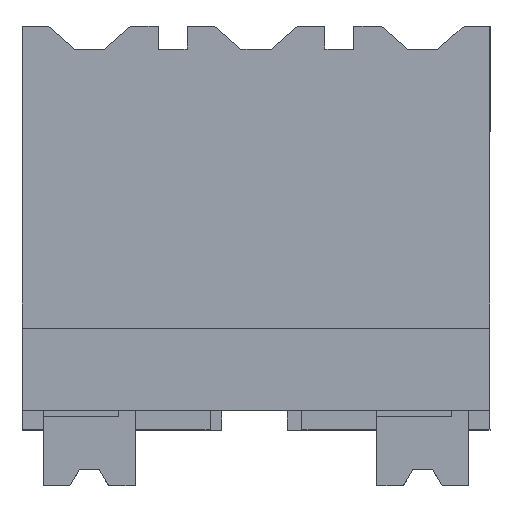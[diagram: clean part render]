
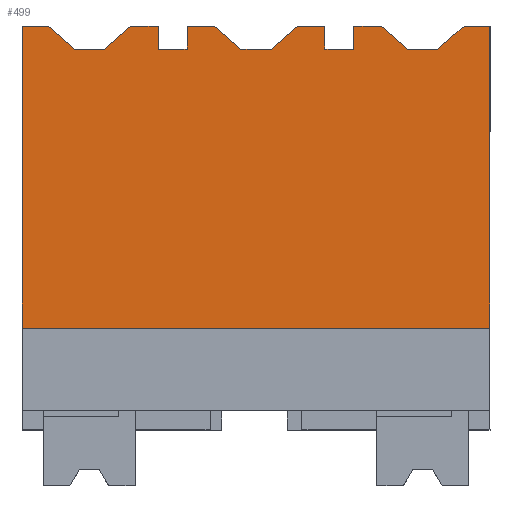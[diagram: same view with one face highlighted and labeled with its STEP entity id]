
A CAD part, top view. The second image highlights one B-rep face of the part: STEP entity #499.
In plain terms, the highlighted planar face has unit normal (0, 0, 1).
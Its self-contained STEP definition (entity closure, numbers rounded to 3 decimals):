
#326=AXIS2_PLACEMENT_3D('Plane Axis2P3D',#323,#324,#325) ;
#40=CARTESIAN_POINT('Vertex',(0.792,14.,11.25)) ;
#70=CARTESIAN_POINT('Vertex',(0.,14.,11.25)) ;
#73=CARTESIAN_POINT('Line Origine',(0.396,14.,11.25)) ;
#100=CARTESIAN_POINT('Line Origine',(1.192,13.65,11.25)) ;
#104=CARTESIAN_POINT('Vertex',(1.592,13.3,11.25)) ;
#229=CARTESIAN_POINT('Vertex',(0.,4.8,11.25)) ;
#232=CARTESIAN_POINT('Line Origine',(0.,9.4,11.25)) ;
#323=CARTESIAN_POINT('Axis2P3D Location',(0.,4.8,11.25)) ;
#328=CARTESIAN_POINT('Line Origine',(4.59,13.3,11.25)) ;
#332=CARTESIAN_POINT('Vertex',(4.15,13.3,11.25)) ;
#334=CARTESIAN_POINT('Vertex',(5.03,13.3,11.25)) ;
#337=CARTESIAN_POINT('Line Origine',(4.15,13.65,11.25)) ;
#341=CARTESIAN_POINT('Vertex',(4.15,14.,11.25)) ;
#344=CARTESIAN_POINT('Line Origine',(3.73,14.,11.25)) ;
#348=CARTESIAN_POINT('Vertex',(3.309,14.,11.25)) ;
#351=CARTESIAN_POINT('Line Origine',(2.909,13.65,11.25)) ;
#355=CARTESIAN_POINT('Vertex',(2.509,13.3,11.25)) ;
#358=CARTESIAN_POINT('Line Origine',(2.051,13.3,11.25)) ;
#363=CARTESIAN_POINT('Line Origine',(7.13,4.8,11.25)) ;
#367=CARTESIAN_POINT('Vertex',(14.26,4.8,11.25)) ;
#370=CARTESIAN_POINT('Line Origine',(14.26,9.4,11.25)) ;
#374=CARTESIAN_POINT('Vertex',(14.26,14.,11.25)) ;
#377=CARTESIAN_POINT('Line Origine',(13.865,14.,11.25)) ;
#381=CARTESIAN_POINT('Vertex',(13.469,14.,11.25)) ;
#384=CARTESIAN_POINT('Line Origine',(13.069,13.65,11.25)) ;
#388=CARTESIAN_POINT('Vertex',(12.669,13.3,11.25)) ;
#391=CARTESIAN_POINT('Line Origine',(12.211,13.3,11.25)) ;
#395=CARTESIAN_POINT('Vertex',(11.752,13.3,11.25)) ;
#398=CARTESIAN_POINT('Line Origine',(11.352,13.65,11.25)) ;
#402=CARTESIAN_POINT('Vertex',(10.952,14.,11.25)) ;
#405=CARTESIAN_POINT('Line Origine',(10.531,14.,11.25)) ;
#409=CARTESIAN_POINT('Vertex',(10.11,14.,11.25)) ;
#412=CARTESIAN_POINT('Line Origine',(10.11,13.65,11.25)) ;
#416=CARTESIAN_POINT('Vertex',(10.11,13.3,11.25)) ;
#419=CARTESIAN_POINT('Line Origine',(9.67,13.3,11.25)) ;
#423=CARTESIAN_POINT('Vertex',(9.23,13.3,11.25)) ;
#426=CARTESIAN_POINT('Line Origine',(9.23,13.65,11.25)) ;
#430=CARTESIAN_POINT('Vertex',(9.23,14.,11.25)) ;
#433=CARTESIAN_POINT('Line Origine',(8.81,14.,11.25)) ;
#437=CARTESIAN_POINT('Vertex',(8.389,14.,11.25)) ;
#440=CARTESIAN_POINT('Line Origine',(7.989,13.65,11.25)) ;
#444=CARTESIAN_POINT('Vertex',(7.589,13.3,11.25)) ;
#447=CARTESIAN_POINT('Line Origine',(7.131,13.3,11.25)) ;
#451=CARTESIAN_POINT('Vertex',(6.672,13.3,11.25)) ;
#454=CARTESIAN_POINT('Line Origine',(6.272,13.65,11.25)) ;
#458=CARTESIAN_POINT('Vertex',(5.872,14.,11.25)) ;
#461=CARTESIAN_POINT('Line Origine',(5.451,14.,11.25)) ;
#465=CARTESIAN_POINT('Vertex',(5.03,14.,11.25)) ;
#468=CARTESIAN_POINT('Line Origine',(5.03,13.65,11.25)) ;
#74=DIRECTION('Vector Direction',(1.,0.,0.)) ;
#101=DIRECTION('Vector Direction',(0.753,-0.659,0.)) ;
#233=DIRECTION('Vector Direction',(0.,1.,0.)) ;
#324=DIRECTION('Axis2P3D Direction',(0.,0.,-1.)) ;
#325=DIRECTION('Axis2P3D XDirection',(0.,1.,0.)) ;
#329=DIRECTION('Vector Direction',(-1.,0.,0.)) ;
#338=DIRECTION('Vector Direction',(0.,1.,0.)) ;
#345=DIRECTION('Vector Direction',(1.,0.,0.)) ;
#352=DIRECTION('Vector Direction',(0.753,0.659,0.)) ;
#359=DIRECTION('Vector Direction',(1.,0.,0.)) ;
#364=DIRECTION('Vector Direction',(1.,0.,0.)) ;
#371=DIRECTION('Vector Direction',(0.,1.,0.)) ;
#378=DIRECTION('Vector Direction',(1.,0.,0.)) ;
#385=DIRECTION('Vector Direction',(0.753,0.659,0.)) ;
#392=DIRECTION('Vector Direction',(1.,0.,0.)) ;
#399=DIRECTION('Vector Direction',(0.753,-0.659,0.)) ;
#406=DIRECTION('Vector Direction',(1.,0.,0.)) ;
#413=DIRECTION('Vector Direction',(0.,1.,0.)) ;
#420=DIRECTION('Vector Direction',(-1.,0.,0.)) ;
#427=DIRECTION('Vector Direction',(0.,1.,0.)) ;
#434=DIRECTION('Vector Direction',(1.,0.,0.)) ;
#441=DIRECTION('Vector Direction',(0.753,0.659,0.)) ;
#448=DIRECTION('Vector Direction',(1.,0.,0.)) ;
#455=DIRECTION('Vector Direction',(0.753,-0.659,0.)) ;
#462=DIRECTION('Vector Direction',(1.,0.,0.)) ;
#469=DIRECTION('Vector Direction',(0.,1.,0.)) ;
#75=VECTOR('Line Direction',#74,1.) ;
#102=VECTOR('Line Direction',#101,1.) ;
#234=VECTOR('Line Direction',#233,1.) ;
#330=VECTOR('Line Direction',#329,1.) ;
#339=VECTOR('Line Direction',#338,1.) ;
#346=VECTOR('Line Direction',#345,1.) ;
#353=VECTOR('Line Direction',#352,1.) ;
#360=VECTOR('Line Direction',#359,1.) ;
#365=VECTOR('Line Direction',#364,1.) ;
#372=VECTOR('Line Direction',#371,1.) ;
#379=VECTOR('Line Direction',#378,1.) ;
#386=VECTOR('Line Direction',#385,1.) ;
#393=VECTOR('Line Direction',#392,1.) ;
#400=VECTOR('Line Direction',#399,1.) ;
#407=VECTOR('Line Direction',#406,1.) ;
#414=VECTOR('Line Direction',#413,1.) ;
#421=VECTOR('Line Direction',#420,1.) ;
#428=VECTOR('Line Direction',#427,1.) ;
#435=VECTOR('Line Direction',#434,1.) ;
#442=VECTOR('Line Direction',#441,1.) ;
#449=VECTOR('Line Direction',#448,1.) ;
#456=VECTOR('Line Direction',#455,1.) ;
#463=VECTOR('Line Direction',#462,1.) ;
#470=VECTOR('Line Direction',#469,1.) ;
#474=ORIENTED_EDGE('',*,*,#336,.F.) ;
#475=ORIENTED_EDGE('',*,*,#343,.F.) ;
#476=ORIENTED_EDGE('',*,*,#350,.F.) ;
#477=ORIENTED_EDGE('',*,*,#357,.F.) ;
#478=ORIENTED_EDGE('',*,*,#362,.F.) ;
#479=ORIENTED_EDGE('',*,*,#106,.F.) ;
#480=ORIENTED_EDGE('',*,*,#77,.F.) ;
#481=ORIENTED_EDGE('',*,*,#236,.F.) ;
#482=ORIENTED_EDGE('',*,*,#369,.T.) ;
#483=ORIENTED_EDGE('',*,*,#376,.T.) ;
#484=ORIENTED_EDGE('',*,*,#383,.F.) ;
#485=ORIENTED_EDGE('',*,*,#390,.F.) ;
#486=ORIENTED_EDGE('',*,*,#397,.F.) ;
#487=ORIENTED_EDGE('',*,*,#404,.F.) ;
#488=ORIENTED_EDGE('',*,*,#411,.F.) ;
#489=ORIENTED_EDGE('',*,*,#418,.F.) ;
#490=ORIENTED_EDGE('',*,*,#425,.F.) ;
#491=ORIENTED_EDGE('',*,*,#432,.F.) ;
#492=ORIENTED_EDGE('',*,*,#439,.F.) ;
#493=ORIENTED_EDGE('',*,*,#446,.F.) ;
#494=ORIENTED_EDGE('',*,*,#453,.F.) ;
#495=ORIENTED_EDGE('',*,*,#460,.F.) ;
#496=ORIENTED_EDGE('',*,*,#467,.F.) ;
#497=ORIENTED_EDGE('',*,*,#472,.F.) ;
#499=ADVANCED_FACE('HOUSING',(#498),#327,.F.) ;
#77=EDGE_CURVE('',#71,#41,#76,.T.) ;
#106=EDGE_CURVE('',#41,#105,#103,.T.) ;
#236=EDGE_CURVE('',#230,#71,#235,.T.) ;
#336=EDGE_CURVE('',#333,#335,#331,.F.) ;
#343=EDGE_CURVE('',#342,#333,#340,.F.) ;
#350=EDGE_CURVE('',#349,#342,#347,.T.) ;
#357=EDGE_CURVE('',#356,#349,#354,.T.) ;
#362=EDGE_CURVE('',#105,#356,#361,.T.) ;
#369=EDGE_CURVE('',#230,#368,#366,.T.) ;
#376=EDGE_CURVE('',#368,#375,#373,.T.) ;
#383=EDGE_CURVE('',#382,#375,#380,.T.) ;
#390=EDGE_CURVE('',#389,#382,#387,.T.) ;
#397=EDGE_CURVE('',#396,#389,#394,.T.) ;
#404=EDGE_CURVE('',#403,#396,#401,.T.) ;
#411=EDGE_CURVE('',#410,#403,#408,.T.) ;
#418=EDGE_CURVE('',#417,#410,#415,.T.) ;
#425=EDGE_CURVE('',#424,#417,#422,.F.) ;
#432=EDGE_CURVE('',#431,#424,#429,.F.) ;
#439=EDGE_CURVE('',#438,#431,#436,.T.) ;
#446=EDGE_CURVE('',#445,#438,#443,.T.) ;
#453=EDGE_CURVE('',#452,#445,#450,.T.) ;
#460=EDGE_CURVE('',#459,#452,#457,.T.) ;
#467=EDGE_CURVE('',#466,#459,#464,.T.) ;
#472=EDGE_CURVE('',#335,#466,#471,.T.) ;
#473=EDGE_LOOP('',(#474,#475,#476,#477,#478,#479,#480,#481,#482,#483,#484,#485,#486,#487,#488,#489,#490,#491,#492,#493,#494,#495,#496,#497)) ;
#498=FACE_OUTER_BOUND('',#473,.T.) ;
#76=LINE('Line',#73,#75) ;
#103=LINE('Line',#100,#102) ;
#235=LINE('Line',#232,#234) ;
#331=LINE('Line',#328,#330) ;
#340=LINE('Line',#337,#339) ;
#347=LINE('Line',#344,#346) ;
#354=LINE('Line',#351,#353) ;
#361=LINE('Line',#358,#360) ;
#366=LINE('Line',#363,#365) ;
#373=LINE('Line',#370,#372) ;
#380=LINE('Line',#377,#379) ;
#387=LINE('Line',#384,#386) ;
#394=LINE('Line',#391,#393) ;
#401=LINE('Line',#398,#400) ;
#408=LINE('Line',#405,#407) ;
#415=LINE('Line',#412,#414) ;
#422=LINE('Line',#419,#421) ;
#429=LINE('Line',#426,#428) ;
#436=LINE('Line',#433,#435) ;
#443=LINE('Line',#440,#442) ;
#450=LINE('Line',#447,#449) ;
#457=LINE('Line',#454,#456) ;
#464=LINE('Line',#461,#463) ;
#471=LINE('Line',#468,#470) ;
#327=PLANE('',#326) ;
#41=VERTEX_POINT('',#40) ;
#71=VERTEX_POINT('',#70) ;
#105=VERTEX_POINT('',#104) ;
#230=VERTEX_POINT('',#229) ;
#333=VERTEX_POINT('',#332) ;
#335=VERTEX_POINT('',#334) ;
#342=VERTEX_POINT('',#341) ;
#349=VERTEX_POINT('',#348) ;
#356=VERTEX_POINT('',#355) ;
#368=VERTEX_POINT('',#367) ;
#375=VERTEX_POINT('',#374) ;
#382=VERTEX_POINT('',#381) ;
#389=VERTEX_POINT('',#388) ;
#396=VERTEX_POINT('',#395) ;
#403=VERTEX_POINT('',#402) ;
#410=VERTEX_POINT('',#409) ;
#417=VERTEX_POINT('',#416) ;
#424=VERTEX_POINT('',#423) ;
#431=VERTEX_POINT('',#430) ;
#438=VERTEX_POINT('',#437) ;
#445=VERTEX_POINT('',#444) ;
#452=VERTEX_POINT('',#451) ;
#459=VERTEX_POINT('',#458) ;
#466=VERTEX_POINT('',#465) ;
